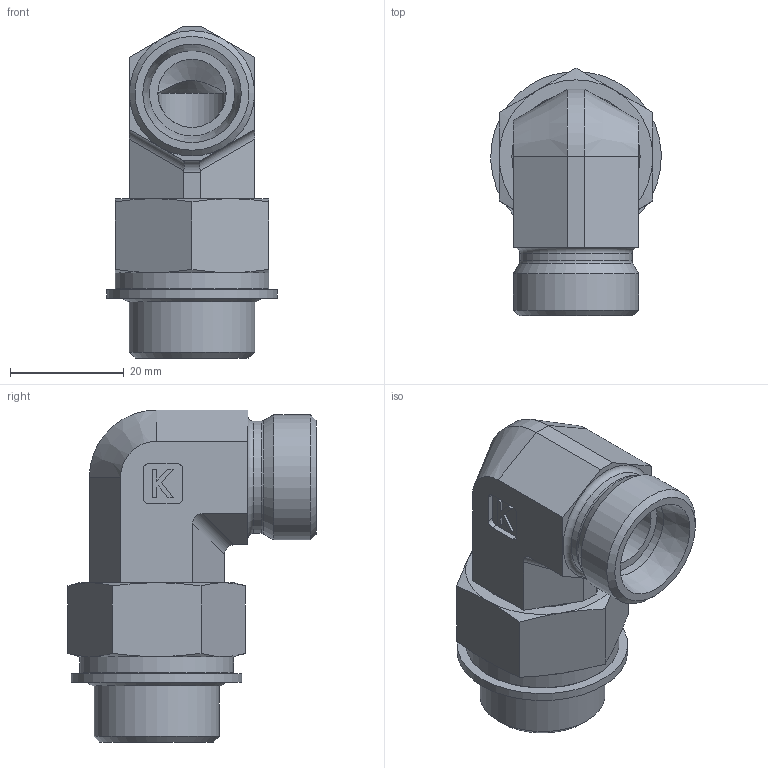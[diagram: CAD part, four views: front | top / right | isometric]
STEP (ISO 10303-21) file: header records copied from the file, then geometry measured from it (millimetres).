
FILE_DESCRIPTION((''),'2;1');
FILE_NAME('6715012222.stp','2015-02-06T14:03:19',(''),('KNOMI spol. s r. o.'),'Autodesk Inventor 2012','Autodesk Inventor 2012','');
FILE_SCHEMA(('AUTOMOTIVE_DESIGN { 1 2 10303 214 0 1 1 1 }'));
Length unit declared in the file: millimetre
Products named in the file (4): ÚPS M22/M22 GM500; 6785152222; 6755022; 7390022
Assembly tree (3 placements, depth 2):
  ÚPS M22/M22 GM500
    6785152222
    6755022
    7390022
Bounding box: 29.98 x 43.59 x 58.34 mm (x, y, z)
Volume: 24703.3 mm3; surface area: 12882.2 mm2
Topology: 3 solids, 3 shells, 106 faces, 241 edges, 148 vertices
Faces by surface type: plane 55, cone 27, cylinder 22, torus 2
Full cylindrical faces by diameter (mm): 12 x2, 15 x1, 18.74 x1, 19.7 x1, 20.376 x1, 21.999 x1, 22 x3, 22.7 x2, 27 x1, 30 x1
Entity records: 2963 total; most frequent: CARTESIAN_POINT 530, DIRECTION 486, ORIENTED_EDGE 418, EDGE_CURVE 209, AXIS2_PLACEMENT_3D 189, EDGE_LOOP 146, VERTEX_POINT 143, VECTOR 108
